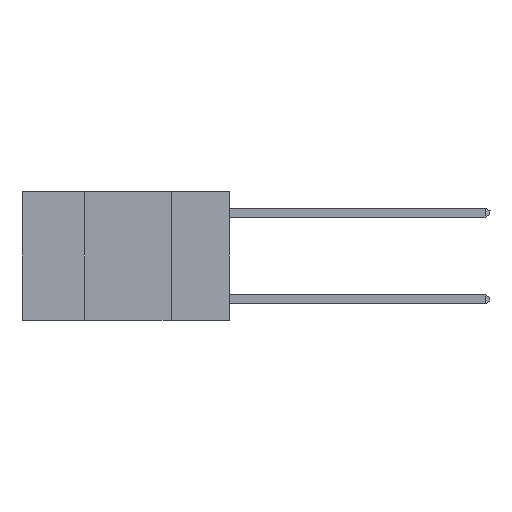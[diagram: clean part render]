
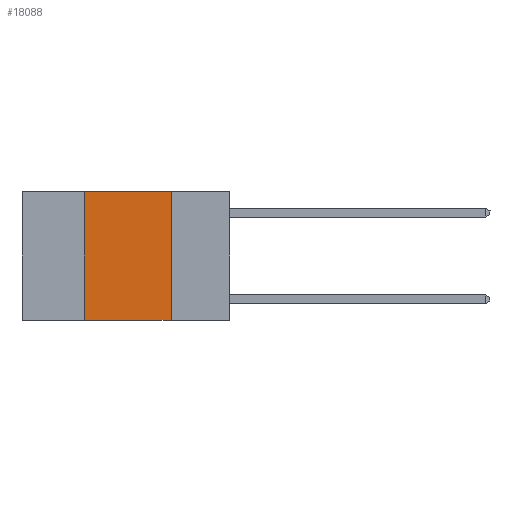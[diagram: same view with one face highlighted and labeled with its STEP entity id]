
A CAD part, left-side view. The second image highlights one B-rep face of the part: STEP entity #18088.
In plain terms, the highlighted planar face has unit normal (-1, 0, 0).
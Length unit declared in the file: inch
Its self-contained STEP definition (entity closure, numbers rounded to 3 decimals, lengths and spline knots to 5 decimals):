
#944 = ORIENTED_EDGE ( 'NONE', *, *, #2235, .T. ) ;
#1151 = AXIS2_PLACEMENT_3D ( 'NONE', #4182, #13627, #14083 ) ;
#1494 = VECTOR ( 'NONE', #16786, 39.37008 ) ;
#2073 = LINE ( 'NONE', #13991, #1494 ) ;
#2235 = EDGE_CURVE ( 'NONE', #6338, #13353, #2073, .T. ) ;
#2497 = LINE ( 'NONE', #17199, #7545 ) ;
#3025 = CARTESIAN_POINT ( 'NONE',  ( 0., 0.17, -0.37 ) ) ;
#3437 = ORIENTED_EDGE ( 'NONE', *, *, #17710, .F. ) ;
#4182 = CARTESIAN_POINT ( 'NONE',  ( 0., 0.6, 0. ) ) ;
#5495 = EDGE_CURVE ( 'NONE', #26443, #11311, #6853, .T. ) ;
#5624 = DIRECTION ( 'NONE',  ( 0., 0., 1. ) ) ;
#6078 = CARTESIAN_POINT ( 'NONE',  ( 0., 0.42, -0.37 ) ) ;
#6338 = VERTEX_POINT ( 'NONE', #6078 ) ;
#6853 = LINE ( 'NONE', #30407, #8972 ) ;
#7545 = VECTOR ( 'NONE', #28672, 39.37008 ) ;
#8972 = VECTOR ( 'NONE', #9176, 39.37008 ) ;
#9176 = DIRECTION ( 'NONE',  ( 0., -1., 0. ) ) ;
#9537 = CARTESIAN_POINT ( 'NONE',  ( 0., 0.42, 0. ) ) ;
#10737 = VECTOR ( 'NONE', #5624, 39.37008 ) ;
#11047 = CARTESIAN_POINT ( 'NONE',  ( 0., 0.42, 0. ) ) ;
#11311 = VERTEX_POINT ( 'NONE', #23225 ) ;
#13353 = VERTEX_POINT ( 'NONE', #3025 ) ;
#13471 = FACE_OUTER_BOUND ( 'NONE', #29188, .T. ) ;
#13627 = DIRECTION ( 'NONE',  ( 1., 0., 0. ) ) ;
#13884 = EDGE_CURVE ( 'NONE', #6338, #26443, #24688, .T. ) ;
#13991 = CARTESIAN_POINT ( 'NONE',  ( 0., 0.6, -0.37 ) ) ;
#14083 = DIRECTION ( 'NONE',  ( 0., 0., -1. ) ) ;
#16104 = PLANE ( 'NONE',  #1151 ) ;
#16786 = DIRECTION ( 'NONE',  ( 0., -1., 0. ) ) ;
#17199 = CARTESIAN_POINT ( 'NONE',  ( 0., 0.17, 0. ) ) ;
#17710 = EDGE_CURVE ( 'NONE', #11311, #13353, #2497, .T. ) ;
#18088 = ADVANCED_FACE ( 'NONE', ( #13471 ), #16104, .F. ) ;
#23225 = CARTESIAN_POINT ( 'NONE',  ( 0., 0.17, 0. ) ) ;
#24688 = LINE ( 'NONE', #11047, #10737 ) ;
#25114 = ORIENTED_EDGE ( 'NONE', *, *, #13884, .F. ) ;
#25423 = ORIENTED_EDGE ( 'NONE', *, *, #5495, .F. ) ;
#26443 = VERTEX_POINT ( 'NONE', #9537 ) ;
#28672 = DIRECTION ( 'NONE',  ( 0., 0., -1. ) ) ;
#29188 = EDGE_LOOP ( 'NONE', ( #3437, #25423, #25114, #944 ) ) ;
#30407 = CARTESIAN_POINT ( 'NONE',  ( 0., 0.6, 0. ) ) ;
